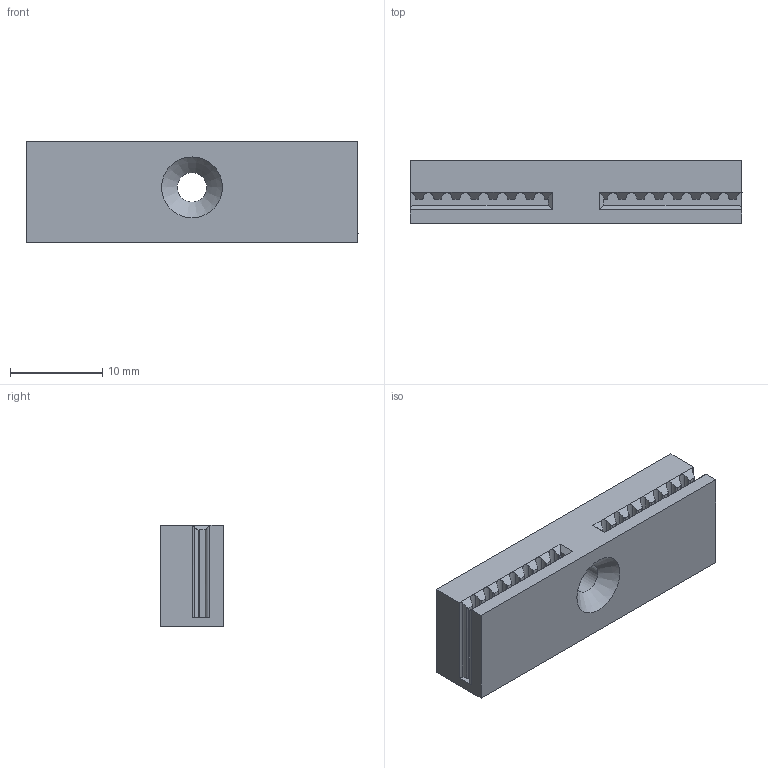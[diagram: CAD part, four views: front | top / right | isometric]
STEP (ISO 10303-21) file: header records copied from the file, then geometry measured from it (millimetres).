
FILE_DESCRIPTION(/* description */ (''),/* implementation_level */ '2;1');
FILE_NAME(/* name */ 'V05-01-01-02-03 - Belt mount v1.step',/* time_stamp */ '2021-07-12T22:11:36+03:00',/* author */ (''),/* organization */ (''),/* preprocessor_version */ 'ST-DEVELOPER v18.1',/* originating_system */ 'Autodesk Translation Framework v10.9.0.1377',/* authorisation */ '');
FILE_SCHEMA (('AUTOMOTIVE_DESIGN { 1 0 10303 214 3 1 1 }'));
Length unit declared in the file: millimetre
Products named in the file (1): V05-01-01-02-03 - Belt mount
Bounding box: 36 x 6.88 x 11 mm (x, y, z)
Volume: 2346.1 mm3; surface area: 2168.3 mm2
Topology: 1 solids, 1 shells, 128 faces, 358 edges, 232 vertices
Faces by surface type: cylinder 79, plane 48, cone 1
Full cylindrical faces by diameter (mm): 3.2 x1
Entity records: 4220 total; most frequent: DIRECTION 790, CARTESIAN_POINT 719, ORIENTED_EDGE 716, EDGE_CURVE 358, AXIS2_PLACEMENT_3D 303, VERTEX_POINT 232, LINE 184, VECTOR 184
